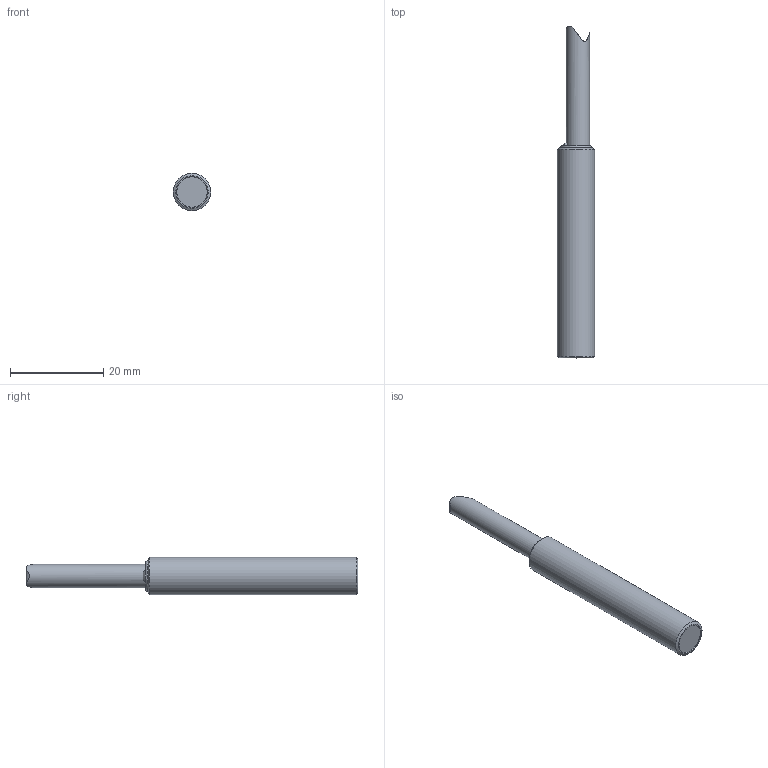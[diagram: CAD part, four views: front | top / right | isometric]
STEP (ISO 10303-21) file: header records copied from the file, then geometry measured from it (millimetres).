
FILE_DESCRIPTION (( 'STEP AP214' ), '1' );
FILE_NAME ('DW-AD-50x-M8.STEP', '2018-05-17T16:45:29', ( '' ), ( '' ), 'SwSTEP 2.0', 'SolidWorks 2017', '' );
FILE_SCHEMA (( 'AUTOMOTIVE_DESIGN' ));
Length unit declared in the file: inch
Products named in the file (1): DW-AD-50x-M8
Bounding box: 8 x 71.14 x 8 mm (x, y, z)
Volume: 2741.6 mm3; surface area: 1617.8 mm2
Topology: 1 solids, 1 shells, 19 faces, 39 edges, 24 vertices
Faces by surface type: plane 9, cylinder 4, cone 4, bspline 2
Full cylindrical faces by diameter (mm): 5 x1, 6.5 x1, 8 x1
Entity records: 601 total; most frequent: CARTESIAN_POINT 217, DIRECTION 72, ORIENTED_EDGE 58, AXIS2_PLACEMENT_3D 31, EDGE_CURVE 29, EDGE_LOOP 28, FACE_OUTER_BOUND 23, VERTEX_POINT 21
